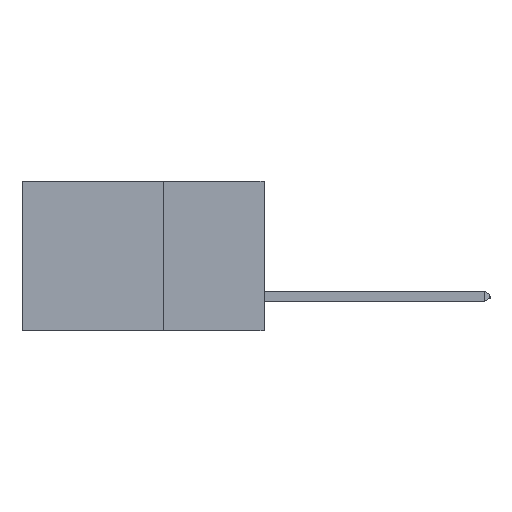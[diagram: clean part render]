
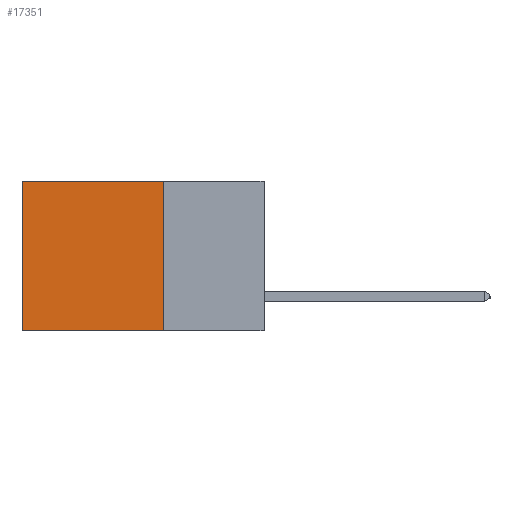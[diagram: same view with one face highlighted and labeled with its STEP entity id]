
A CAD part, left-side view. The second image highlights one B-rep face of the part: STEP entity #17351.
In plain terms, the highlighted planar face has unit normal (-1, 0, 0).
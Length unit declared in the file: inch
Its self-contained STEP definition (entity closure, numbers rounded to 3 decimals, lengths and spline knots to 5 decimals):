
#624 = ORIENTED_EDGE ( 'NONE', *, *, #20617, .F. ) ;
#682 = VECTOR ( 'NONE', #937, 39.37008 ) ;
#937 = DIRECTION ( 'NONE',  ( 0., 0., -1. ) ) ;
#1574 = DIRECTION ( 'NONE',  ( 0., 1., 0. ) ) ;
#1577 = VERTEX_POINT ( 'NONE', #10003 ) ;
#1721 = EDGE_CURVE ( 'NONE', #22346, #15485, #19263, .T. ) ;
#1820 = VECTOR ( 'NONE', #21249, 39.37008 ) ;
#2034 = VERTEX_POINT ( 'NONE', #3450 ) ;
#2545 = EDGE_LOOP ( 'NONE', ( #13187, #624, #11172, #4722 ) ) ;
#3450 = CARTESIAN_POINT ( 'NONE',  ( 0.298, 0.25, 0. ) ) ;
#4722 = ORIENTED_EDGE ( 'NONE', *, *, #22323, .T. ) ;
#4726 = VECTOR ( 'NONE', #1574, 39.37008 ) ;
#5449 = PLANE ( 'NONE',  #18163 ) ;
#5649 = EDGE_CURVE ( 'NONE', #2034, #1577, #18691, .T. ) ;
#5872 = DIRECTION ( 'NONE',  ( 0., 1., 0. ) ) ;
#6181 = FACE_OUTER_BOUND ( 'NONE', #2545, .T. ) ;
#8622 = CARTESIAN_POINT ( 'NONE',  ( 0.298, 0.6, 0. ) ) ;
#8979 = DIRECTION ( 'NONE',  ( 1., 0., 0. ) ) ;
#8990 = VECTOR ( 'NONE', #5872, 39.37008 ) ;
#9408 = LINE ( 'NONE', #20697, #4726 ) ;
#10003 = CARTESIAN_POINT ( 'NONE',  ( 0.298, 0.25, -0.37 ) ) ;
#11172 = ORIENTED_EDGE ( 'NONE', *, *, #5649, .F. ) ;
#13187 = ORIENTED_EDGE ( 'NONE', *, *, #1721, .T. ) ;
#15485 = VERTEX_POINT ( 'NONE', #16340 ) ;
#16309 = CARTESIAN_POINT ( 'NONE',  ( 0.298, 0.25, -0.37 ) ) ;
#16340 = CARTESIAN_POINT ( 'NONE',  ( 0.298, 0.6, -0.37 ) ) ;
#16669 = CARTESIAN_POINT ( 'NONE',  ( 0.298, 0.25, 0. ) ) ;
#17351 = ADVANCED_FACE ( 'NONE', ( #6181 ), #5449, .F. ) ;
#18163 = AXIS2_PLACEMENT_3D ( 'NONE', #19359, #8979, #21110 ) ;
#18691 = LINE ( 'NONE', #16669, #682 ) ;
#19263 = LINE ( 'NONE', #21637, #1820 ) ;
#19359 = CARTESIAN_POINT ( 'NONE',  ( 0.298, 0.25, 0. ) ) ;
#20617 = EDGE_CURVE ( 'NONE', #1577, #15485, #21542, .T. ) ;
#20697 = CARTESIAN_POINT ( 'NONE',  ( 0.298, 0.25, 0. ) ) ;
#21110 = DIRECTION ( 'NONE',  ( 0., 0., -1. ) ) ;
#21249 = DIRECTION ( 'NONE',  ( 0., 0., -1. ) ) ;
#21542 = LINE ( 'NONE', #16309, #8990 ) ;
#21637 = CARTESIAN_POINT ( 'NONE',  ( 0.298, 0.6, 0. ) ) ;
#22323 = EDGE_CURVE ( 'NONE', #2034, #22346, #9408, .T. ) ;
#22346 = VERTEX_POINT ( 'NONE', #8622 ) ;
